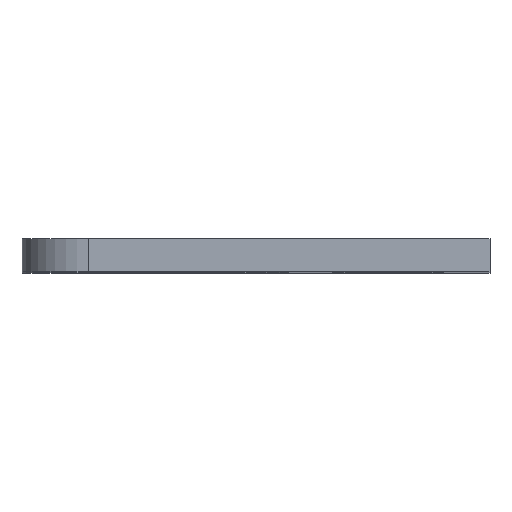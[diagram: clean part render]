
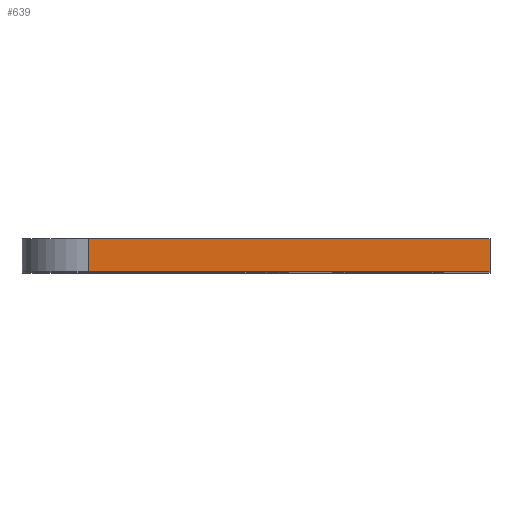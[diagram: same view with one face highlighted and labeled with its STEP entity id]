
A CAD part, top view. The second image highlights one B-rep face of the part: STEP entity #639.
In plain terms, the highlighted planar face has unit normal (0, 0, 1).
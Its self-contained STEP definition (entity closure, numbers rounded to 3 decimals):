
#41=PLANE('',#713);
#69=FACE_OUTER_BOUND('',#107,.T.);
#107=EDGE_LOOP('',(#547,#548,#549,#550));
#161=LINE('',#1040,#219);
#165=LINE('',#1059,#223);
#171=LINE('',#1074,#229);
#172=LINE('',#1076,#230);
#219=VECTOR('',#849,10.);
#223=VECTOR('',#867,10.);
#229=VECTOR('',#885,10.);
#230=VECTOR('',#888,10.);
#310=VERTEX_POINT('',#1037);
#311=VERTEX_POINT('',#1039);
#318=VERTEX_POINT('',#1056);
#322=VERTEX_POINT('',#1072);
#389=EDGE_CURVE('',#310,#311,#161,.T.);
#399=EDGE_CURVE('',#318,#310,#165,.T.);
#407=EDGE_CURVE('',#322,#311,#171,.T.);
#408=EDGE_CURVE('',#322,#318,#172,.T.);
#547=ORIENTED_EDGE('',*,*,#408,.F.);
#548=ORIENTED_EDGE('',*,*,#407,.T.);
#549=ORIENTED_EDGE('',*,*,#389,.F.);
#550=ORIENTED_EDGE('',*,*,#399,.F.);
#639=ADVANCED_FACE('',(#69),#41,.T.);
#713=AXIS2_PLACEMENT_3D('',#1075,#886,#887);
#849=DIRECTION('',(-1.,0.,0.));
#867=DIRECTION('',(0.,-1.,0.));
#885=DIRECTION('',(0.,-1.,0.));
#886=DIRECTION('center_axis',(0.,0.,1.));
#887=DIRECTION('ref_axis',(-1.,0.,0.));
#888=DIRECTION('',(1.,0.,0.));
#1037=CARTESIAN_POINT('',(40.09,192.532,147.));
#1039=CARTESIAN_POINT('',(21.99,192.532,147.));
#1040=CARTESIAN_POINT('',(21.99,192.532,147.));
#1056=CARTESIAN_POINT('',(40.09,194.032,147.));
#1059=CARTESIAN_POINT('',(40.09,194.032,147.));
#1072=CARTESIAN_POINT('',(21.99,194.032,147.));
#1074=CARTESIAN_POINT('',(21.99,194.032,147.));
#1075=CARTESIAN_POINT('Origin',(40.09,194.032,147.));
#1076=CARTESIAN_POINT('',(21.99,194.032,147.));
